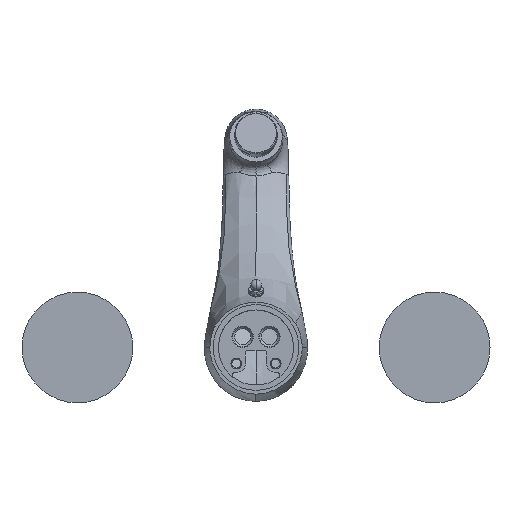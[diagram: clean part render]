
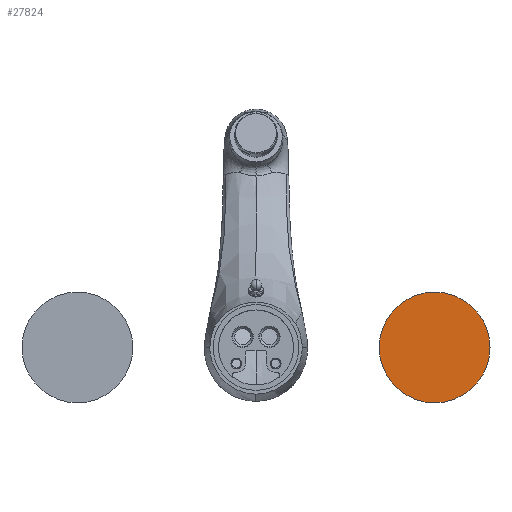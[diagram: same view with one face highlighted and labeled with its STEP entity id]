
A CAD part, front view. The second image highlights one B-rep face of the part: STEP entity #27824.
In plain terms, the highlighted planar face has unit normal (0, -1, 0).
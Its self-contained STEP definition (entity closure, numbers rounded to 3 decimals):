
#23809=CARTESIAN_POINT('',(100.,0.,0.));
#23810=DIRECTION('',(0.,-1.,0.));
#23811=DIRECTION('',(1.,0.,0.));
#23812=AXIS2_PLACEMENT_3D('',#23809,#23810,#23811);
#23823=CARTESIAN_POINT('',(100.,0.,0.));
#23824=DIRECTION('',(0.,1.,0.));
#23825=DIRECTION('',(1.,0.,0.));
#23826=AXIS2_PLACEMENT_3D('',#23823,#23824,#23825);
#24600=CARTESIAN_POINT('',(131.,0.,0.));
#24601=CARTESIAN_POINT('',(69.,0.,0.));
#24602=VERTEX_POINT('',#24600);
#24603=VERTEX_POINT('',#24601);
#27815=CARTESIAN_POINT('',(100.,0.,0.));
#27816=DIRECTION('',(0.,-1.,0.));
#27817=DIRECTION('',(-1.,0.,0.));
#27818=AXIS2_PLACEMENT_3D('',#27815,#27816,#27817);
#27819=PLANE('',#27818);
#27820=ORIENTED_EDGE('',*,*,#27802,.T.);
#27821=ORIENTED_EDGE('',*,*,#27781,.F.);
#27822=EDGE_LOOP('',(#27820,#27821));
#27823=FACE_OUTER_BOUND('',#27822,.F.);
#27824=ADVANCED_FACE('',(#27823),#27819,.T.);
#23813=CIRCLE('',#23812,31.);
#23827=CIRCLE('',#23826,31.);
#27781=EDGE_CURVE('',#24602,#24603,#23813,.T.);
#27802=EDGE_CURVE('',#24602,#24603,#23827,.T.);
